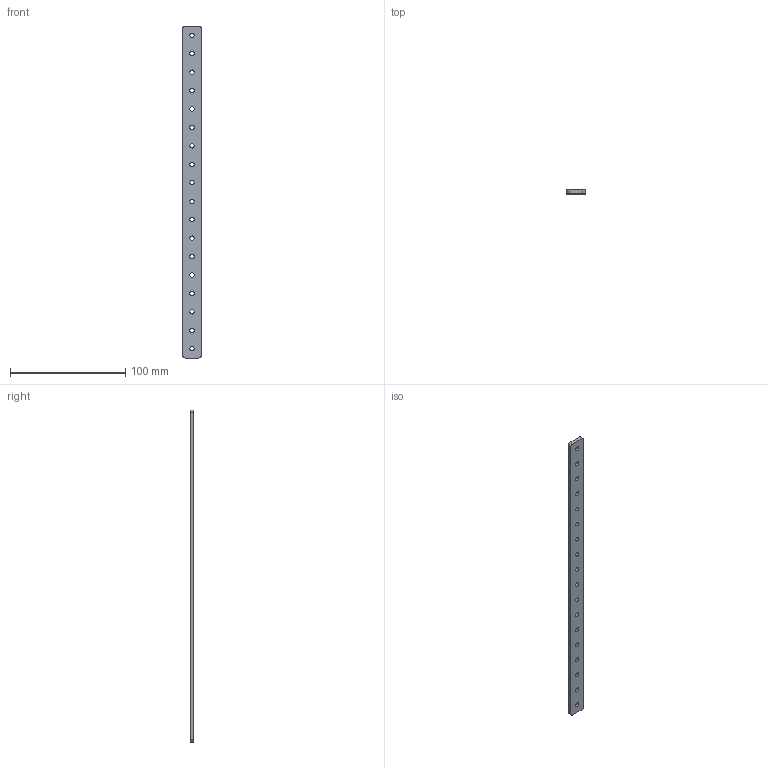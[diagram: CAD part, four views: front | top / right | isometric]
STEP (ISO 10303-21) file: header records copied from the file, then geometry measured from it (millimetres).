
FILE_DESCRIPTION(/* description */ (''),/* implementation_level */ '2;1');
FILE_NAME(/* name */ 'Tetrix_739070.ipt.stp',/* time_stamp */ '2014-12-18T17:46:18-08:00',/* author */ ('Autodesk Inc.'),/* organization */ ('Autodesk Inc.'),/* preprocessor_version */ 'ST-DEVELOPER v15.6',/* originating_system */ 'Autodesk Inventor 2015',/* authorisation */ '');
FILE_SCHEMA (('AUTOMOTIVE_DESIGN { 1 0 10303 214 3 1 1 }'));
Length unit declared in the file: millimetre
Products named in the file (1): Tetrix_739070
Bounding box: 16 x 3.2 x 288 mm (x, y, z)
Volume: 14115.3 mm3; surface area: 11426.2 mm2
Topology: 1 solids, 1 shells, 28 faces, 78 edges, 52 vertices
Faces by surface type: cylinder 22, plane 6
Full cylindrical faces by diameter (mm): 3.7 x18
Entity records: 967 total; most frequent: DIRECTION 162, CARTESIAN_POINT 141, ORIENTED_EDGE 120, EDGE_LOOP 82, AXIS2_PLACEMENT_3D 73, EDGE_CURVE 60, FACE_BOUND 54, VERTEX_POINT 52
